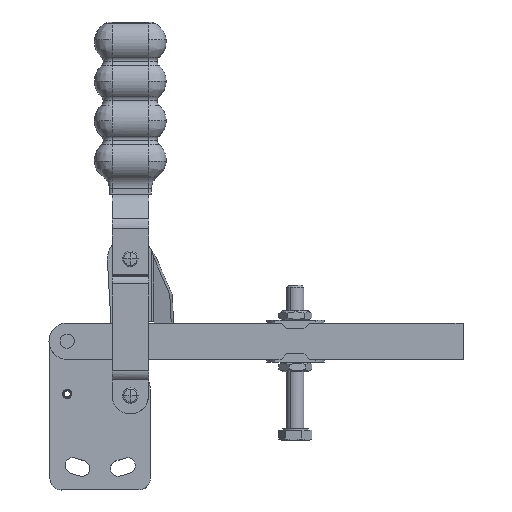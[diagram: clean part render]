
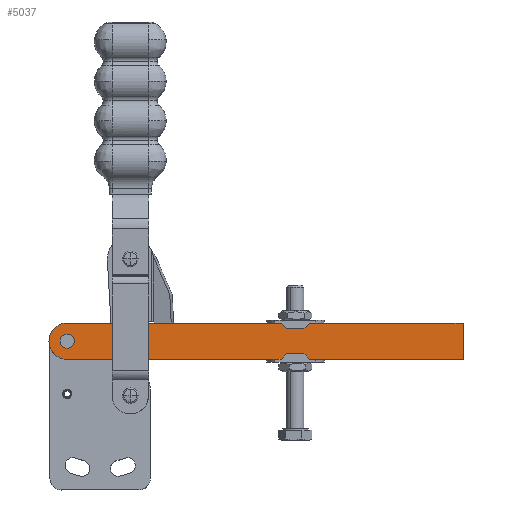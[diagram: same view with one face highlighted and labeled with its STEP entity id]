
A CAD part, top view. The second image highlights one B-rep face of the part: STEP entity #5037.
In plain terms, the highlighted planar face has unit normal (0, 0, 1).
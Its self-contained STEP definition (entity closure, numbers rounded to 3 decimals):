
#2763=AXIS2_PLACEMENT_3D('Circle Axis2P3D',#2761,#2762,$) ;
#4885=AXIS2_PLACEMENT_3D('Plane Axis2P3D',#4882,#4883,#4884) ;
#5003=AXIS2_PLACEMENT_3D('Circle Axis2P3D',#5001,#5002,$) ;
#5012=AXIS2_PLACEMENT_3D('Circle Axis2P3D',#5010,#5011,$) ;
#5021=AXIS2_PLACEMENT_3D('Circle Axis2P3D',#5019,#5020,$) ;
#5030=AXIS2_PLACEMENT_3D('Circle Axis2P3D',#5028,#5029,$) ;
#2722=CARTESIAN_POINT('Line Origine',(-35.543,73.907,-80.241)) ;
#2726=CARTESIAN_POINT('Vertex',(0.232,73.907,-80.241)) ;
#2728=CARTESIAN_POINT('Vertex',(-71.317,73.907,-80.241)) ;
#2761=CARTESIAN_POINT('Axis2P3D Location',(-71.317,80.257,-80.241)) ;
#2765=CARTESIAN_POINT('Vertex',(-71.317,86.607,-80.241)) ;
#4882=CARTESIAN_POINT('Axis2P3D Location',(-36.705,80.257,-80.241)) ;
#4887=CARTESIAN_POINT('Line Origine',(14.732,73.907,-80.241)) ;
#4891=CARTESIAN_POINT('Vertex',(16.232,73.907,-80.241)) ;
#4893=CARTESIAN_POINT('Vertex',(13.232,73.907,-80.241)) ;
#4896=CARTESIAN_POINT('Line Origine',(41.457,73.907,-80.241)) ;
#4900=CARTESIAN_POINT('Vertex',(66.683,73.907,-80.241)) ;
#4903=CARTESIAN_POINT('Line Origine',(66.683,80.257,-80.241)) ;
#4907=CARTESIAN_POINT('Vertex',(66.683,86.607,-80.241)) ;
#4910=CARTESIAN_POINT('Line Origine',(41.457,86.607,-80.241)) ;
#4914=CARTESIAN_POINT('Vertex',(16.232,86.607,-80.241)) ;
#4917=CARTESIAN_POINT('Line Origine',(14.732,86.607,-80.241)) ;
#4921=CARTESIAN_POINT('Vertex',(13.232,86.607,-80.241)) ;
#4924=CARTESIAN_POINT('Line Origine',(12.232,85.607,-80.241)) ;
#4928=CARTESIAN_POINT('Vertex',(11.232,84.607,-80.241)) ;
#4931=CARTESIAN_POINT('Line Origine',(8.232,84.607,-80.241)) ;
#4935=CARTESIAN_POINT('Vertex',(5.232,84.607,-80.241)) ;
#4938=CARTESIAN_POINT('Line Origine',(4.232,85.607,-80.241)) ;
#4942=CARTESIAN_POINT('Vertex',(3.232,86.607,-80.241)) ;
#4945=CARTESIAN_POINT('Line Origine',(1.732,86.607,-80.241)) ;
#4949=CARTESIAN_POINT('Vertex',(0.232,86.607,-80.241)) ;
#4952=CARTESIAN_POINT('Line Origine',(-35.543,86.607,-80.241)) ;
#4957=CARTESIAN_POINT('Line Origine',(1.732,73.907,-80.241)) ;
#4961=CARTESIAN_POINT('Vertex',(3.232,73.907,-80.241)) ;
#4964=CARTESIAN_POINT('Line Origine',(4.232,74.907,-80.241)) ;
#4968=CARTESIAN_POINT('Vertex',(5.232,75.907,-80.241)) ;
#4971=CARTESIAN_POINT('Line Origine',(8.232,75.907,-80.241)) ;
#4975=CARTESIAN_POINT('Vertex',(11.232,75.907,-80.241)) ;
#4978=CARTESIAN_POINT('Line Origine',(12.232,74.907,-80.241)) ;
#5001=CARTESIAN_POINT('Axis2P3D Location',(-49.317,80.257,-80.241)) ;
#5005=CARTESIAN_POINT('Vertex',(-51.817,80.257,-80.241)) ;
#5007=CARTESIAN_POINT('Vertex',(-46.817,80.257,-80.241)) ;
#5010=CARTESIAN_POINT('Axis2P3D Location',(-49.317,80.257,-80.241)) ;
#5019=CARTESIAN_POINT('Axis2P3D Location',(-71.317,80.257,-80.241)) ;
#5023=CARTESIAN_POINT('Vertex',(-73.817,80.257,-80.241)) ;
#5025=CARTESIAN_POINT('Vertex',(-68.817,80.257,-80.241)) ;
#5028=CARTESIAN_POINT('Axis2P3D Location',(-71.317,80.257,-80.241)) ;
#2723=DIRECTION('Vector Direction',(-1.,0.,0.)) ;
#2762=DIRECTION('Axis2P3D Direction',(0.,0.,1.)) ;
#4883=DIRECTION('Axis2P3D Direction',(0.,0.,1.)) ;
#4884=DIRECTION('Axis2P3D XDirection',(-1.,0.,0.)) ;
#4888=DIRECTION('Vector Direction',(-1.,0.,0.)) ;
#4897=DIRECTION('Vector Direction',(-1.,0.,0.)) ;
#4904=DIRECTION('Vector Direction',(0.,1.,0.)) ;
#4911=DIRECTION('Vector Direction',(-1.,0.,0.)) ;
#4918=DIRECTION('Vector Direction',(-1.,0.,0.)) ;
#4925=DIRECTION('Vector Direction',(-0.707,-0.707,0.)) ;
#4932=DIRECTION('Vector Direction',(-1.,0.,0.)) ;
#4939=DIRECTION('Vector Direction',(-0.707,0.707,0.)) ;
#4946=DIRECTION('Vector Direction',(-1.,0.,0.)) ;
#4953=DIRECTION('Vector Direction',(-1.,0.,0.)) ;
#4958=DIRECTION('Vector Direction',(-1.,0.,0.)) ;
#4965=DIRECTION('Vector Direction',(0.707,0.707,0.)) ;
#4972=DIRECTION('Vector Direction',(1.,0.,0.)) ;
#4979=DIRECTION('Vector Direction',(0.707,-0.707,0.)) ;
#5002=DIRECTION('Axis2P3D Direction',(0.,0.,1.)) ;
#5011=DIRECTION('Axis2P3D Direction',(0.,0.,1.)) ;
#5020=DIRECTION('Axis2P3D Direction',(0.,0.,1.)) ;
#5029=DIRECTION('Axis2P3D Direction',(0.,0.,1.)) ;
#2724=VECTOR('Line Direction',#2723,1.) ;
#4889=VECTOR('Line Direction',#4888,1.) ;
#4898=VECTOR('Line Direction',#4897,1.) ;
#4905=VECTOR('Line Direction',#4904,1.) ;
#4912=VECTOR('Line Direction',#4911,1.) ;
#4919=VECTOR('Line Direction',#4918,1.) ;
#4926=VECTOR('Line Direction',#4925,1.) ;
#4933=VECTOR('Line Direction',#4932,1.) ;
#4940=VECTOR('Line Direction',#4939,1.) ;
#4947=VECTOR('Line Direction',#4946,1.) ;
#4954=VECTOR('Line Direction',#4953,1.) ;
#4959=VECTOR('Line Direction',#4958,1.) ;
#4966=VECTOR('Line Direction',#4965,1.) ;
#4973=VECTOR('Line Direction',#4972,1.) ;
#4980=VECTOR('Line Direction',#4979,1.) ;
#4984=ORIENTED_EDGE('',*,*,#4895,.F.) ;
#4985=ORIENTED_EDGE('',*,*,#4902,.F.) ;
#4986=ORIENTED_EDGE('',*,*,#4909,.T.) ;
#4987=ORIENTED_EDGE('',*,*,#4916,.T.) ;
#4988=ORIENTED_EDGE('',*,*,#4923,.T.) ;
#4989=ORIENTED_EDGE('',*,*,#4930,.T.) ;
#4990=ORIENTED_EDGE('',*,*,#4937,.T.) ;
#4991=ORIENTED_EDGE('',*,*,#4944,.T.) ;
#4992=ORIENTED_EDGE('',*,*,#4951,.T.) ;
#4993=ORIENTED_EDGE('',*,*,#4956,.T.) ;
#4994=ORIENTED_EDGE('',*,*,#2767,.F.) ;
#4995=ORIENTED_EDGE('',*,*,#2730,.F.) ;
#4996=ORIENTED_EDGE('',*,*,#4963,.F.) ;
#4997=ORIENTED_EDGE('',*,*,#4970,.T.) ;
#4998=ORIENTED_EDGE('',*,*,#4977,.T.) ;
#4999=ORIENTED_EDGE('',*,*,#4982,.T.) ;
#5016=ORIENTED_EDGE('',*,*,#5009,.F.) ;
#5017=ORIENTED_EDGE('',*,*,#5014,.F.) ;
#5034=ORIENTED_EDGE('',*,*,#5027,.F.) ;
#5035=ORIENTED_EDGE('',*,*,#5032,.F.) ;
#5018=FACE_BOUND('',#5015,.T.) ;
#5036=FACE_BOUND('',#5033,.T.) ;
#5037=ADVANCED_FACE('VERTIKALSPANNER_TS_V_230_U_L100_357850',(#5000,#5018,#5036),#4886,.T.) ;
#2764=CIRCLE('generated circle',#2763,6.35) ;
#5004=CIRCLE('generated circle',#5003,2.5) ;
#5013=CIRCLE('generated circle',#5012,2.5) ;
#5022=CIRCLE('generated circle',#5021,2.5) ;
#5031=CIRCLE('generated circle',#5030,2.5) ;
#2730=EDGE_CURVE('',#2727,#2729,#2725,.T.) ;
#2767=EDGE_CURVE('',#2729,#2766,#2764,.F.) ;
#4895=EDGE_CURVE('',#4892,#4894,#4890,.T.) ;
#4902=EDGE_CURVE('',#4901,#4892,#4899,.T.) ;
#4909=EDGE_CURVE('',#4901,#4908,#4906,.T.) ;
#4916=EDGE_CURVE('',#4908,#4915,#4913,.T.) ;
#4923=EDGE_CURVE('',#4915,#4922,#4920,.T.) ;
#4930=EDGE_CURVE('',#4922,#4929,#4927,.T.) ;
#4937=EDGE_CURVE('',#4929,#4936,#4934,.T.) ;
#4944=EDGE_CURVE('',#4936,#4943,#4941,.T.) ;
#4951=EDGE_CURVE('',#4943,#4950,#4948,.T.) ;
#4956=EDGE_CURVE('',#4950,#2766,#4955,.T.) ;
#4963=EDGE_CURVE('',#4962,#2727,#4960,.T.) ;
#4970=EDGE_CURVE('',#4962,#4969,#4967,.T.) ;
#4977=EDGE_CURVE('',#4969,#4976,#4974,.T.) ;
#4982=EDGE_CURVE('',#4976,#4894,#4981,.T.) ;
#5009=EDGE_CURVE('',#5006,#5008,#5004,.T.) ;
#5014=EDGE_CURVE('',#5008,#5006,#5013,.T.) ;
#5027=EDGE_CURVE('',#5024,#5026,#5022,.T.) ;
#5032=EDGE_CURVE('',#5026,#5024,#5031,.T.) ;
#4983=EDGE_LOOP('',(#4984,#4985,#4986,#4987,#4988,#4989,#4990,#4991,#4992,#4993,#4994,#4995,#4996,#4997,#4998,#4999)) ;
#5015=EDGE_LOOP('',(#5016,#5017)) ;
#5033=EDGE_LOOP('',(#5034,#5035)) ;
#5000=FACE_OUTER_BOUND('',#4983,.T.) ;
#2725=LINE('Line',#2722,#2724) ;
#4890=LINE('Line',#4887,#4889) ;
#4899=LINE('Line',#4896,#4898) ;
#4906=LINE('Line',#4903,#4905) ;
#4913=LINE('Line',#4910,#4912) ;
#4920=LINE('Line',#4917,#4919) ;
#4927=LINE('Line',#4924,#4926) ;
#4934=LINE('Line',#4931,#4933) ;
#4941=LINE('Line',#4938,#4940) ;
#4948=LINE('Line',#4945,#4947) ;
#4955=LINE('Line',#4952,#4954) ;
#4960=LINE('Line',#4957,#4959) ;
#4967=LINE('Line',#4964,#4966) ;
#4974=LINE('Line',#4971,#4973) ;
#4981=LINE('Line',#4978,#4980) ;
#4886=PLANE('Plane',#4885) ;
#2727=VERTEX_POINT('',#2726) ;
#2729=VERTEX_POINT('',#2728) ;
#2766=VERTEX_POINT('',#2765) ;
#4892=VERTEX_POINT('',#4891) ;
#4894=VERTEX_POINT('',#4893) ;
#4901=VERTEX_POINT('',#4900) ;
#4908=VERTEX_POINT('',#4907) ;
#4915=VERTEX_POINT('',#4914) ;
#4922=VERTEX_POINT('',#4921) ;
#4929=VERTEX_POINT('',#4928) ;
#4936=VERTEX_POINT('',#4935) ;
#4943=VERTEX_POINT('',#4942) ;
#4950=VERTEX_POINT('',#4949) ;
#4962=VERTEX_POINT('',#4961) ;
#4969=VERTEX_POINT('',#4968) ;
#4976=VERTEX_POINT('',#4975) ;
#5006=VERTEX_POINT('',#5005) ;
#5008=VERTEX_POINT('',#5007) ;
#5024=VERTEX_POINT('',#5023) ;
#5026=VERTEX_POINT('',#5025) ;
